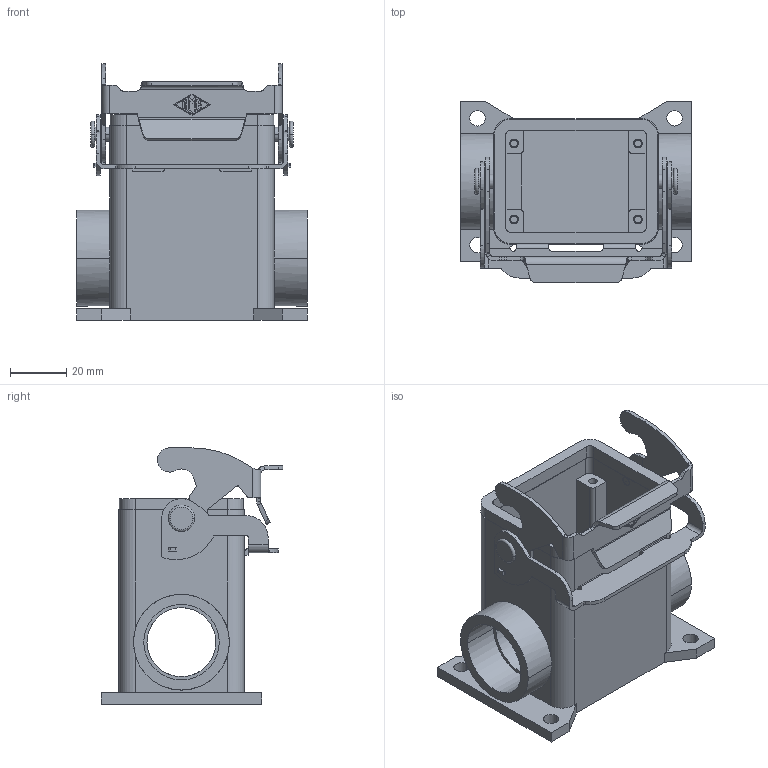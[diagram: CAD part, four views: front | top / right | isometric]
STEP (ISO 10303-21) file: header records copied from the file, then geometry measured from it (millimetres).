
FILE_DESCRIPTION(('Creo Elements/Direct Modeling STEP Export'),'2;1');
FILE_NAME('C7AP 06 L2.stp','2012-09-12T14:05:59',(''),(''),'Creo Elements/Direct Modeling STEP processor for AP214 (Solid Model)','Creo Elements/Direct Modeling 18.0B 02-Dec-2011 (C) Parametric Technology GmbH','');
FILE_SCHEMA(('AUTOMOTIVE_DESIGN { 1 0 10303 214 1 1 1 1 }'));
Length unit declared in the file: millimetre
Products named in the file (1): MSBO10147.1
Bounding box: 82 x 64.48 x 91 mm (x, y, z)
Volume: 91883.2 mm3; surface area: 47952 mm2
Topology: 1 solids, 1 shells, 403 faces, 1111 edges, 738 vertices
Faces by surface type: plane 205, cylinder 176, bspline 12, cone 6, torus 4
Entity records: 17248 total; most frequent: CARTESIAN_POINT 3834, ORIENTED_EDGE 2210, DIRECTION 2043, EDGE_CURVE 1105, VERTEX_POINT 738, AXIS2_PLACEMENT_3D 687, VECTOR 669, LINE 669
